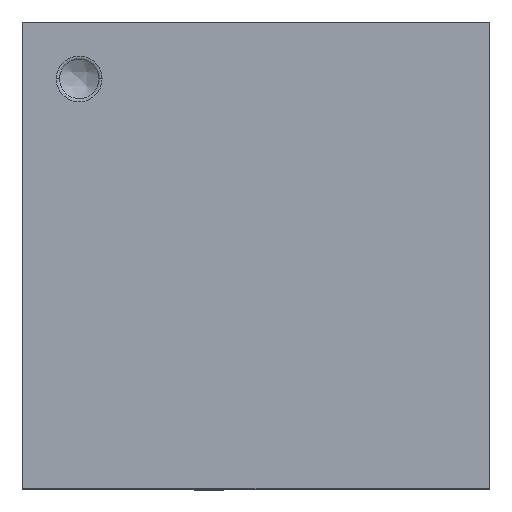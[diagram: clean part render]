
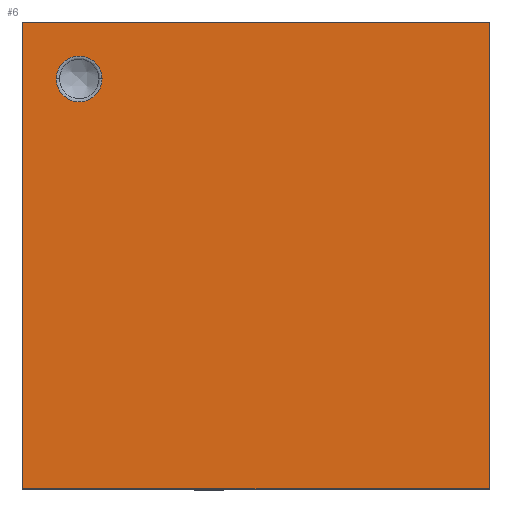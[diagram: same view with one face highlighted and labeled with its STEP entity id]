
A CAD part, top view. The second image highlights one B-rep face of the part: STEP entity #6.
In plain terms, the highlighted planar face has unit normal (0, 0, 1).
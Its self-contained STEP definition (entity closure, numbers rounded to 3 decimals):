
#6 = ADVANCED_FACE ( 'NONE', ( #8508, #6287 ), #8229, .F. ) ;
#380 = CARTESIAN_POINT ( 'NONE',  ( 2.49, -2.49, 1. ) ) ;
#629 = LINE ( 'NONE', #10459, #908 ) ;
#643 = CARTESIAN_POINT ( 'NONE',  ( -2.11, 2.017, 1. ) ) ;
#908 = VECTOR ( 'NONE', #5446, 1000. ) ;
#922 = B_SPLINE_CURVE_WITH_KNOTS ( 'NONE', 9,
 ( #4775, #9773, #6440, #1447, #7287, #2299, #8126, #3140, #8975, #3975, #9808, #4808, #10658, #5657, #643, #6479, #1484, #7320 ),
 .UNSPECIFIED., .F., .F.,
 ( 10, 8, 10 ),
 ( 0., 0.251, 0.5 ),
 .UNSPECIFIED. ) ;
#1387 = VECTOR ( 'NONE', #4620, 1000. ) ;
#1389 = CARTESIAN_POINT ( 'NONE',  ( 2.49, 2.49, 1. ) ) ;
#1447 = CARTESIAN_POINT ( 'NONE',  ( -1.67, 2.016, 1. ) ) ;
#1455 = AXIS2_PLACEMENT_3D ( 'NONE', #4913, #10750, #5754 ) ;
#1484 = CARTESIAN_POINT ( 'NONE',  ( -2.135, 1.933, 1. ) ) ;
#1746 = CARTESIAN_POINT ( 'NONE',  ( -2.102, 1.719, 1. ) ) ;
#1865 = CARTESIAN_POINT ( 'NONE',  ( 2.49, 2.49, 1. ) ) ;
#2299 = CARTESIAN_POINT ( 'NONE',  ( -1.727, 2.085, 1. ) ) ;
#2419 = EDGE_CURVE ( 'NONE', #4842, #3079, #9517, .T. ) ;
#2607 = CARTESIAN_POINT ( 'NONE',  ( -2.035, 1.649, 1. ) ) ;
#2922 = LINE ( 'NONE', #6499, #9052 ) ;
#3079 = VERTEX_POINT ( 'NONE', #6516 ) ;
#3140 = CARTESIAN_POINT ( 'NONE',  ( -1.804, 2.127, 1. ) ) ;
#3219 = EDGE_LOOP ( 'NONE', ( #5858, #5522 ) ) ;
#3376 = CARTESIAN_POINT ( 'NONE',  ( -2.135, 1.805, 1. ) ) ;
#3440 = CARTESIAN_POINT ( 'NONE',  ( -1.839, 1.608, 1. ) ) ;
#3621 = ORIENTED_EDGE ( 'NONE', *, *, #6671, .T. ) ;
#3710 = VERTEX_POINT ( 'NONE', #5207 ) ;
#3813 = EDGE_CURVE ( 'NONE', #9726, #4993, #4404, .T. ) ;
#3975 = CARTESIAN_POINT ( 'NONE',  ( -1.933, 2.135, 1. ) ) ;
#4035 = DIRECTION ( 'NONE',  ( 0., -1., 0. ) ) ;
#4270 = CARTESIAN_POINT ( 'NONE',  ( -1.679, 1.719, 1. ) ) ;
#4404 = LINE ( 'NONE', #9628, #1387 ) ;
#4620 = DIRECTION ( 'NONE',  ( 0., 1., 0. ) ) ;
#4643 = EDGE_CURVE ( 'NONE', #3079, #4842, #922, .T. ) ;
#4775 = CARTESIAN_POINT ( 'NONE',  ( -1.645, 1.89, 1. ) ) ;
#4808 = CARTESIAN_POINT ( 'NONE',  ( -2.016, 2.11, 1. ) ) ;
#4842 = VERTEX_POINT ( 'NONE', #7928 ) ;
#4913 = CARTESIAN_POINT ( 'NONE',  ( 2.49, -2.49, 1. ) ) ;
#4993 = VERTEX_POINT ( 'NONE', #1389 ) ;
#5106 = CARTESIAN_POINT ( 'NONE',  ( -1.645, 1.89, 1. ) ) ;
#5207 = CARTESIAN_POINT ( 'NONE',  ( -2.49, 2.49, 1. ) ) ;
#5446 = DIRECTION ( 'NONE',  ( 1., 0., 0. ) ) ;
#5522 = ORIENTED_EDGE ( 'NONE', *, *, #2419, .F. ) ;
#5636 = ORIENTED_EDGE ( 'NONE', *, *, #3813, .T. ) ;
#5657 = CARTESIAN_POINT ( 'NONE',  ( -2.085, 2.054, 1. ) ) ;
#5754 = DIRECTION ( 'NONE',  ( -1., 0., 0. ) ) ;
#5804 = ORIENTED_EDGE ( 'NONE', *, *, #7523, .T. ) ;
#5858 = ORIENTED_EDGE ( 'NONE', *, *, #4643, .F. ) ;
#5999 = DIRECTION ( 'NONE',  ( -1., 0., 0. ) ) ;
#6287 = FACE_BOUND ( 'NONE', #3219, .T. ) ;
#6440 = CARTESIAN_POINT ( 'NONE',  ( -1.653, 1.976, 1. ) ) ;
#6479 = CARTESIAN_POINT ( 'NONE',  ( -2.126, 1.976, 1. ) ) ;
#6499 = CARTESIAN_POINT ( 'NONE',  ( -2.49, 2.49, 1. ) ) ;
#6516 = CARTESIAN_POINT ( 'NONE',  ( -1.645, 1.89, 1. ) ) ;
#6671 = EDGE_CURVE ( 'NONE', #3710, #6939, #2922, .T. ) ;
#6939 = VERTEX_POINT ( 'NONE', #7957 ) ;
#7287 = CARTESIAN_POINT ( 'NONE',  ( -1.695, 2.053, 1. ) ) ;
#7320 = CARTESIAN_POINT ( 'NONE',  ( -2.135, 1.891, 1. ) ) ;
#7523 = EDGE_CURVE ( 'NONE', #4993, #3710, #7786, .T. ) ;
#7582 = CARTESIAN_POINT ( 'NONE',  ( -2.135, 1.891, 1. ) ) ;
#7647 = ORIENTED_EDGE ( 'NONE', *, *, #10402, .T. ) ;
#7786 = LINE ( 'NONE', #1865, #10021 ) ;
#7928 = CARTESIAN_POINT ( 'NONE',  ( -2.135, 1.891, 1. ) ) ;
#7957 = CARTESIAN_POINT ( 'NONE',  ( -2.49, -2.49, 1. ) ) ;
#8126 = CARTESIAN_POINT ( 'NONE',  ( -1.764, 2.11, 1. ) ) ;
#8229 = PLANE ( 'NONE',  #1455 ) ;
#8433 = CARTESIAN_POINT ( 'NONE',  ( -1.942, 1.608, 1. ) ) ;
#8508 = FACE_OUTER_BOUND ( 'NONE', #8927, .T. ) ;
#8927 = EDGE_LOOP ( 'NONE', ( #3621, #7647, #5636, #5804 ) ) ;
#8975 = CARTESIAN_POINT ( 'NONE',  ( -1.847, 2.135, 1. ) ) ;
#9052 = VECTOR ( 'NONE', #4035, 1000. ) ;
#9289 = CARTESIAN_POINT ( 'NONE',  ( -1.746, 1.648, 1. ) ) ;
#9517 = B_SPLINE_CURVE_WITH_KNOTS ( 'NONE', 9,
 ( #7582, #3376, #1746, #2607, #8433, #3440, #9289, #4270, #10119, #5106 ),
 .UNSPECIFIED., .F., .F.,
 ( 10, 10 ),
 ( 0.5, 1. ),
 .UNSPECIFIED. ) ;
#9628 = CARTESIAN_POINT ( 'NONE',  ( 2.49, -2.49, 1. ) ) ;
#9726 = VERTEX_POINT ( 'NONE', #380 ) ;
#9773 = CARTESIAN_POINT ( 'NONE',  ( -1.645, 1.933, 1. ) ) ;
#9808 = CARTESIAN_POINT ( 'NONE',  ( -1.975, 2.127, 1. ) ) ;
#10021 = VECTOR ( 'NONE', #5999, 1000. ) ;
#10119 = CARTESIAN_POINT ( 'NONE',  ( -1.645, 1.805, 1. ) ) ;
#10402 = EDGE_CURVE ( 'NONE', #6939, #9726, #629, .T. ) ;
#10459 = CARTESIAN_POINT ( 'NONE',  ( -2.49, -2.49, 1. ) ) ;
#10658 = CARTESIAN_POINT ( 'NONE',  ( -2.053, 2.085, 1. ) ) ;
#10750 = DIRECTION ( 'NONE',  ( 0., 0., -1. ) ) ;
